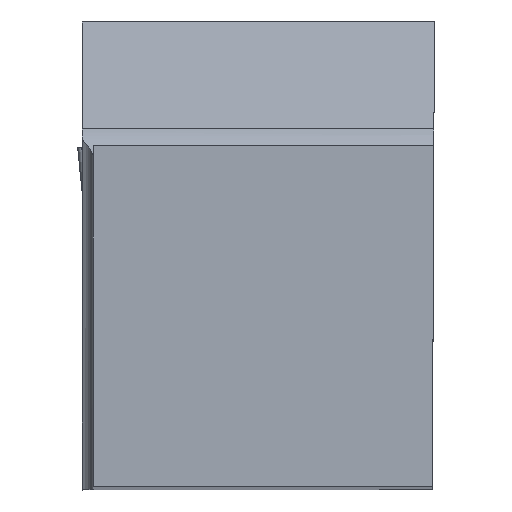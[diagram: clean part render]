
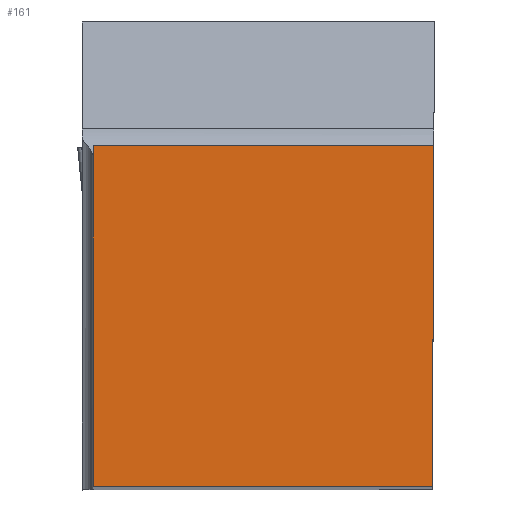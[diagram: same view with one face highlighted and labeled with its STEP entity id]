
A CAD part, top view. The second image highlights one B-rep face of the part: STEP entity #161.
In plain terms, the highlighted planar face has unit normal (0, 0, 1).
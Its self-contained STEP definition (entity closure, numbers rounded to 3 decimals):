
#161=ADVANCED_FACE('CU_BACK_SU1',(#272),#219,.F.);
#219=PLANE('',#1417);
#272=FACE_OUTER_BOUND('',#335,.T.);
#335=EDGE_LOOP('',(#527,#528,#529,#530));
#527=ORIENTED_EDGE('',*,*,#909,.T.);
#528=ORIENTED_EDGE('',*,*,#922,.T.);
#529=ORIENTED_EDGE('',*,*,#927,.T.);
#530=ORIENTED_EDGE('',*,*,#952,.F.);
#786=VERTEX_POINT('',#1918);
#787=VERTEX_POINT('',#1920);
#796=VERTEX_POINT('',#1947);
#799=VERTEX_POINT('',#1966);
#909=EDGE_CURVE('',#787,#786,#1080,.T.);
#922=EDGE_CURVE('',#786,#796,#1089,.T.);
#927=EDGE_CURVE('',#796,#799,#1093,.T.);
#952=EDGE_CURVE('',#787,#799,#1111,.T.);
#1080=LINE('',#1919,#1219);
#1089=LINE('',#1948,#1228);
#1093=LINE('',#1967,#1232);
#1111=LINE('',#2028,#1250);
#1219=VECTOR('',#1541,1.);
#1228=VECTOR('',#1558,1.);
#1232=VECTOR('',#1566,1.);
#1250=VECTOR('',#1622,1.);
#1417=AXIS2_PLACEMENT_3D('',#2029,#1623,#1624);
#1541=DIRECTION('',(1.,0.,0.));
#1558=DIRECTION('',(0.004,1.,0.));
#1566=DIRECTION('',(-1.,0.,0.));
#1622=DIRECTION('',(0.,1.,0.));
#1623=DIRECTION('',(0.,0.,-1.));
#1624=DIRECTION('',(0.,-1.,0.));
#1918=CARTESIAN_POINT('',(-0.109,0.,0.));
#1919=CARTESIAN_POINT('',(23.244,0.,0.));
#1920=CARTESIAN_POINT('',(-24.875,0.,0.));
#1947=CARTESIAN_POINT('',(0.,24.875,0.));
#1948=CARTESIAN_POINT('',(0.088,44.976,0.));
#1966=CARTESIAN_POINT('',(-24.875,24.875,0.));
#1967=CARTESIAN_POINT('',(23.244,24.875,0.));
#2028=CARTESIAN_POINT('',(-24.875,44.875,0.));
#2029=CARTESIAN_POINT('',(23.244,44.875,0.));
